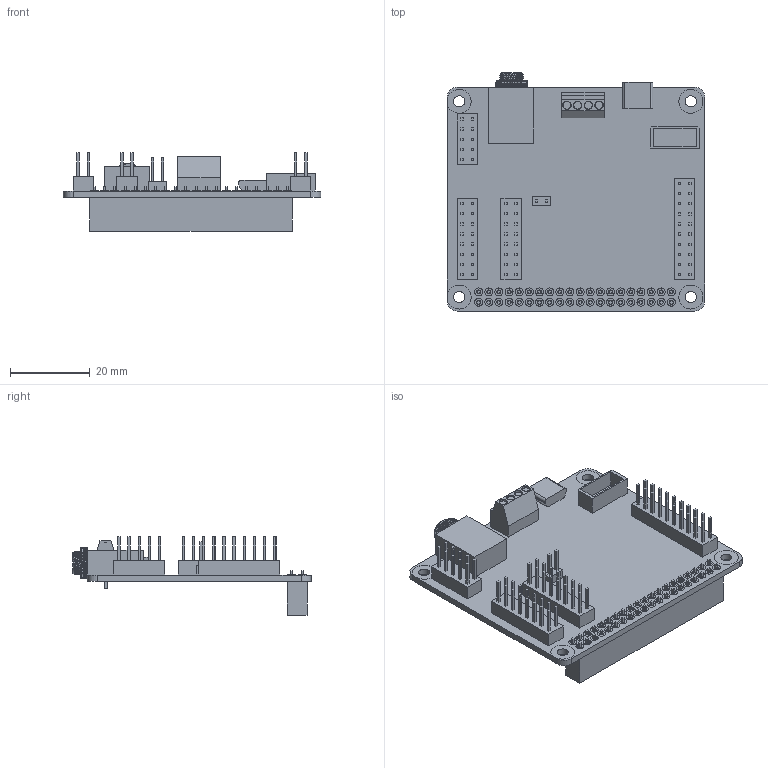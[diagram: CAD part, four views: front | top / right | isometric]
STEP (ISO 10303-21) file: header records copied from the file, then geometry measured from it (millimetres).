
FILE_DESCRIPTION(/* description */ (''),/* implementation_level */ '2;1');
FILE_NAME(/* name */ 'ハットボード v2.step',/* time_stamp */ '2019-10-04T15:25:53+09:00',/* author */ (''),/* organization */ (''),/* preprocessor_version */ 'ST-DEVELOPER v18',/* originating_system */ 'Autodesk Translation Framework v8.6.0.1094',/* authorisation */ '');
FILE_SCHEMA (('AUTOMOTIVE_DESIGN { 1 0 10303 214 3 1 1 }'));
Length unit declared in the file: millimetre
Products named in the file (13): ハットボード; ハットボード_1; ジャック; ジャック＿ナット; ピンソケット 2x40; ピンヘッダ  2x8_1; ピンヘッダ  2x8_2; ピンヘッダ 2x5; ピンヘッダ  2*10; ピンヘッダ  1x2; コネクタ＿1; ターミナル; USB
Assembly tree (12 placements, depth 2):
  ハットボード
    ハットボード_1
    ジャック
    ジャック＿ナット
    ピンソケット 2x40
    ピンヘッダ  2x8_1
    ピンヘッダ  2x8_2
    ピンヘッダ 2x5
    ピンヘッダ  2*10
    ピンヘッダ  1x2
    コネクタ＿1
    ターミナル
    USB
Bounding box: 64.5 x 59.6 x 19.7 mm (x, y, z)
Volume: 11028.7 mm3; surface area: 14775.4 mm2
Topology: 12 solids, 12 shells, 1517 faces, 3464 edges, 2177 vertices
Faces by surface type: plane 1181, cylinder 208, cone 118, bspline 10
Full cylindrical faces by diameter (mm): 1 x40, 1.2 x4, 1.65 x4, 2 x40, 2.1 x4, 2.8 x4, 3.5 x1, 5.351 x8, 5.529 x2, 5.927 x7, 6 x4, 6.092 x2
Entity records: 45257 total; most frequent: CARTESIAN_POINT 11337, ORIENTED_EDGE 6936, DIRECTION 6486, EDGE_CURVE 3468, LINE 2674, VECTOR 2674, VERTEX_POINT 2177, AXIS2_PLACEMENT_3D 1906
